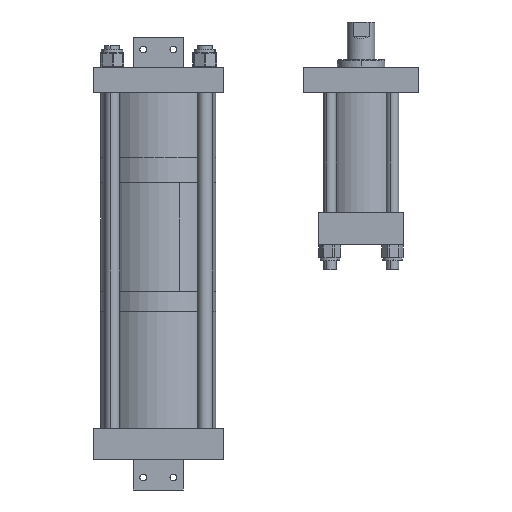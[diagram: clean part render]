
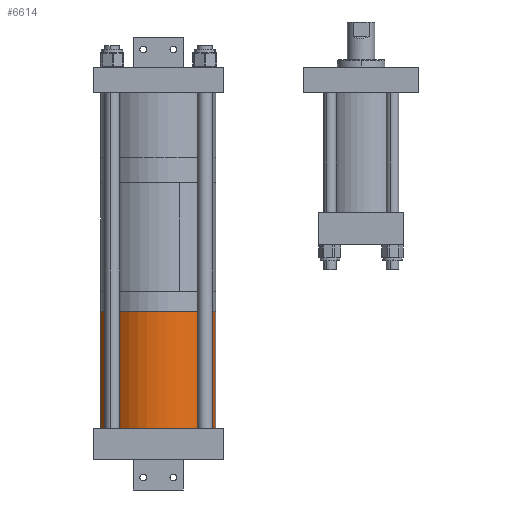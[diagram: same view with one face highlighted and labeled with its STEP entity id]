
A CAD part, front view. The second image highlights one B-rep face of the part: STEP entity #6614.
In plain terms, the highlighted cylindrical face has radius 73.025 mm (diameter 146.05 mm), a partial arc.
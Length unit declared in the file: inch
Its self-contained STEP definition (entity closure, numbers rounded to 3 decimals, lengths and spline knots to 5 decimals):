
#690 = AXIS2_PLACEMENT_3D ( 'NONE', #5761, #12060, #8413 ) ;
#884 = DIRECTION ( 'NONE',  ( 0., 0., -1. ) ) ;
#1091 = ORIENTED_EDGE ( 'NONE', *, *, #7251, .F. ) ;
#1209 = VERTEX_POINT ( 'NONE', #3818 ) ;
#1419 = EDGE_LOOP ( 'NONE', ( #1091, #15620, #4339, #5728 ) ) ;
#1585 = CARTESIAN_POINT ( 'NONE',  ( 2.875, 0., 5.845 ) ) ;
#1836 = CARTESIAN_POINT ( 'NONE',  ( 0., 0., 0. ) ) ;
#2687 = EDGE_CURVE ( 'NONE', #10118, #1209, #8387, .T. ) ;
#3673 = LINE ( 'NONE', #1585, #8464 ) ;
#3818 = CARTESIAN_POINT ( 'NONE',  ( 2.875, 0., 0. ) ) ;
#4339 = ORIENTED_EDGE ( 'NONE', *, *, #11799, .T. ) ;
#4645 = CIRCLE ( 'NONE', #11173, 2.875 ) ;
#5406 = DIRECTION ( 'NONE',  ( 0., 0., -1. ) ) ;
#5728 = ORIENTED_EDGE ( 'NONE', *, *, #2687, .T. ) ;
#5761 = CARTESIAN_POINT ( 'NONE',  ( 0., 0., 5.845 ) ) ;
#5792 = DIRECTION ( 'NONE',  ( 0., 0., 1. ) ) ;
#6614 = ADVANCED_FACE ( 'NONE', ( #6861 ), #13713, .T. ) ;
#6861 = FACE_OUTER_BOUND ( 'NONE', #1419, .T. ) ;
#6968 = VECTOR ( 'NONE', #884, 39.37008 ) ;
#7251 = EDGE_CURVE ( 'NONE', #8341, #1209, #3673, .T. ) ;
#7280 = VERTEX_POINT ( 'NONE', #15592 ) ;
#8134 = EDGE_CURVE ( 'NONE', #7280, #8341, #4645, .T. ) ;
#8276 = DIRECTION ( 'NONE',  ( 1., 0., 0. ) ) ;
#8341 = VERTEX_POINT ( 'NONE', #8601 ) ;
#8387 = CIRCLE ( 'NONE', #11396, 2.875 ) ;
#8413 = DIRECTION ( 'NONE',  ( -1., 0., 0. ) ) ;
#8464 = VECTOR ( 'NONE', #5406, 39.37008 ) ;
#8601 = CARTESIAN_POINT ( 'NONE',  ( 2.875, 0., 5.845 ) ) ;
#10118 = VERTEX_POINT ( 'NONE', #14543 ) ;
#10393 = LINE ( 'NONE', #15122, #6968 ) ;
#11173 = AXIS2_PLACEMENT_3D ( 'NONE', #13490, #5792, #14860 ) ;
#11396 = AXIS2_PLACEMENT_3D ( 'NONE', #1836, #12200, #8276 ) ;
#11799 = EDGE_CURVE ( 'NONE', #7280, #10118, #10393, .T. ) ;
#12060 = DIRECTION ( 'NONE',  ( 0., 0., -1. ) ) ;
#12200 = DIRECTION ( 'NONE',  ( 0., 0., 1. ) ) ;
#13490 = CARTESIAN_POINT ( 'NONE',  ( 0., 0., 5.845 ) ) ;
#13713 = CYLINDRICAL_SURFACE ( 'NONE', #690, 2.875 ) ;
#14543 = CARTESIAN_POINT ( 'NONE',  ( -2.875, 0., 0. ) ) ;
#14860 = DIRECTION ( 'NONE',  ( 1., 0., 0. ) ) ;
#15122 = CARTESIAN_POINT ( 'NONE',  ( -2.875, 0., 5.845 ) ) ;
#15592 = CARTESIAN_POINT ( 'NONE',  ( -2.875, 0., 5.845 ) ) ;
#15620 = ORIENTED_EDGE ( 'NONE', *, *, #8134, .F. ) ;
